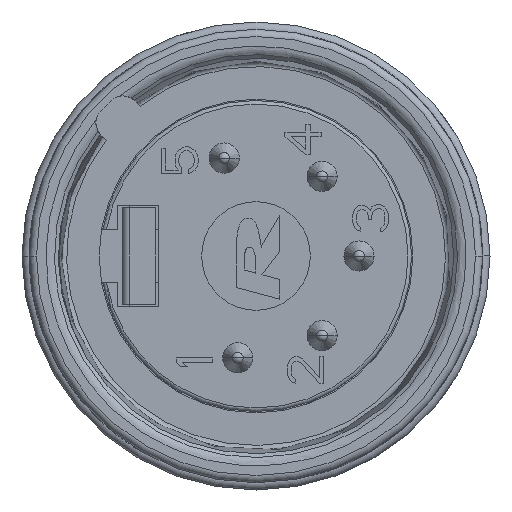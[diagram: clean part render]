
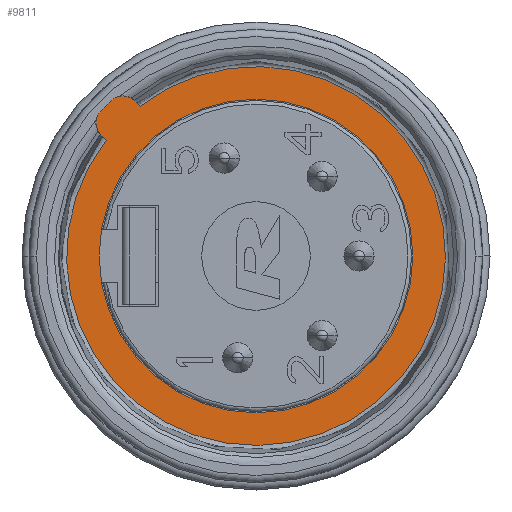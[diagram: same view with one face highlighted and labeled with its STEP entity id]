
A CAD part, left-side view. The second image highlights one B-rep face of the part: STEP entity #9811.
In plain terms, the highlighted planar face has unit normal (-1, 0, 0).
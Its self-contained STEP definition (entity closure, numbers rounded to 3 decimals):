
#58=CARTESIAN_POINT('',(14.5,0.,0.));
#59=DIRECTION('',(-1.,0.,0.));
#60=DIRECTION('',(0.,1.,0.));
#61=AXIS2_PLACEMENT_3D('',#58,#59,#60);
#72=CARTESIAN_POINT('',(14.5,0.,0.));
#73=DIRECTION('',(1.,0.,0.));
#74=DIRECTION('',(0.,1.,0.));
#75=AXIS2_PLACEMENT_3D('',#72,#73,#74);
#81=CARTESIAN_POINT('',(14.5,0.,0.));
#82=DIRECTION('',(-1.,0.,0.));
#83=DIRECTION('',(0.,0.791,0.611));
#84=AXIS2_PLACEMENT_3D('',#81,#82,#83);
#86=CARTESIAN_POINT('',(14.5,5.936,5.512));
#87=DIRECTION('',(-1.,0.,0.));
#88=DIRECTION('',(0.,0.733,0.68));
#89=AXIS2_PLACEMENT_3D('',#86,#87,#88);
#91=CARTESIAN_POINT('',(14.5,0.,0.));
#92=DIRECTION('',(-1.,0.,0.));
#93=DIRECTION('',(0.,0.68,0.733));
#94=AXIS2_PLACEMENT_3D('',#91,#92,#93);
#96=CARTESIAN_POINT('',(14.5,5.512,5.936));
#97=DIRECTION('',(-1.,0.,0.));
#98=DIRECTION('',(0.,-0.707,0.707));
#99=AXIS2_PLACEMENT_3D('',#96,#97,#98);
#108=CARTESIAN_POINT('',(14.5,6.214,4.8));
#119=DIRECTION('',(0.,-0.707,-0.707));
#120=VECTOR('',#119,0.306);
#121=CARTESIAN_POINT('',(14.5,6.431,5.017));
#122=LINE('',#121,#120);
#179=DIRECTION('',(0.,0.707,0.707));
#180=VECTOR('',#179,0.306);
#181=CARTESIAN_POINT('',(14.5,4.8,6.214));
#182=LINE('',#181,#180);
#8199=CARTESIAN_POINT('',(14.5,6.5,0.));
#8200=CARTESIAN_POINT('',(14.5,-6.5,0.));
#8201=VERTEX_POINT('',#8199);
#8202=VERTEX_POINT('',#8200);
#8206=CARTESIAN_POINT('',(14.5,6.449,5.988));
#8207=CARTESIAN_POINT('',(14.5,6.431,5.017));
#8208=VERTEX_POINT('',#8206);
#8209=VERTEX_POINT('',#8207);
#8214=CARTESIAN_POINT('',(14.5,5.017,6.431));
#8215=CARTESIAN_POINT('',(14.5,5.988,6.449));
#8216=VERTEX_POINT('',#8214);
#8217=VERTEX_POINT('',#8215);
#8354=VERTEX_POINT('',#108);
#8357=CARTESIAN_POINT('',(14.5,4.8,6.214));
#8358=VERTEX_POINT('',#8357);
#9788=CARTESIAN_POINT('',(14.5,0.,0.));
#9789=DIRECTION('',(-1.,0.,0.));
#9790=DIRECTION('',(0.,1.,0.));
#9791=AXIS2_PLACEMENT_3D('',#9788,#9789,#9790);
#9792=PLANE('',#9791);
#9794=ORIENTED_EDGE('',*,*,#9793,.F.);
#9796=ORIENTED_EDGE('',*,*,#9795,.F.);
#9798=ORIENTED_EDGE('',*,*,#9797,.F.);
#9800=ORIENTED_EDGE('',*,*,#9799,.F.);
#9802=ORIENTED_EDGE('',*,*,#9801,.F.);
#9804=ORIENTED_EDGE('',*,*,#9803,.F.);
#9805=EDGE_LOOP('',(#9794,#9796,#9798,#9800,#9802,#9804));
#9806=FACE_OUTER_BOUND('',#9805,.F.);
#9807=ORIENTED_EDGE('',*,*,#9782,.F.);
#9808=ORIENTED_EDGE('',*,*,#9768,.T.);
#9809=EDGE_LOOP('',(#9807,#9808));
#9810=FACE_BOUND('',#9809,.F.);
#62=CIRCLE('',#61,6.5);
#76=CIRCLE('',#75,6.5);
#85=CIRCLE('',#84,7.852);
#90=CIRCLE('',#89,0.7);
#95=CIRCLE('',#94,8.8);
#100=CIRCLE('',#99,0.7);
#9768=EDGE_CURVE('',#8201,#8202,#62,.T.);
#9782=EDGE_CURVE('',#8201,#8202,#76,.T.);
#9793=EDGE_CURVE('',#8354,#8358,#85,.T.);
#9795=EDGE_CURVE('',#8209,#8354,#122,.T.);
#9797=EDGE_CURVE('',#8208,#8209,#90,.T.);
#9799=EDGE_CURVE('',#8217,#8208,#95,.T.);
#9801=EDGE_CURVE('',#8216,#8217,#100,.T.);
#9803=EDGE_CURVE('',#8358,#8216,#182,.T.);
#9811=ADVANCED_FACE('',(#9806,#9810),#9792,.T.);
